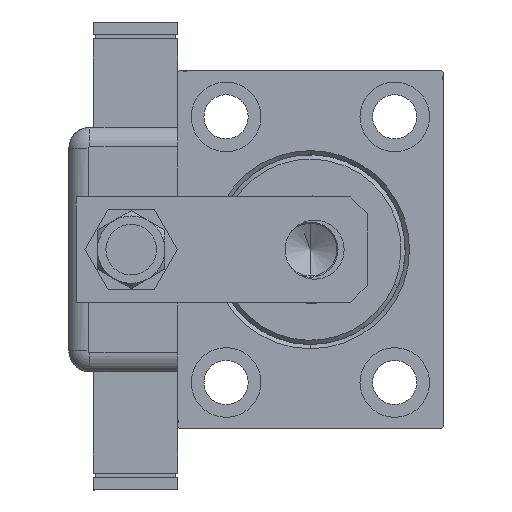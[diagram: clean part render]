
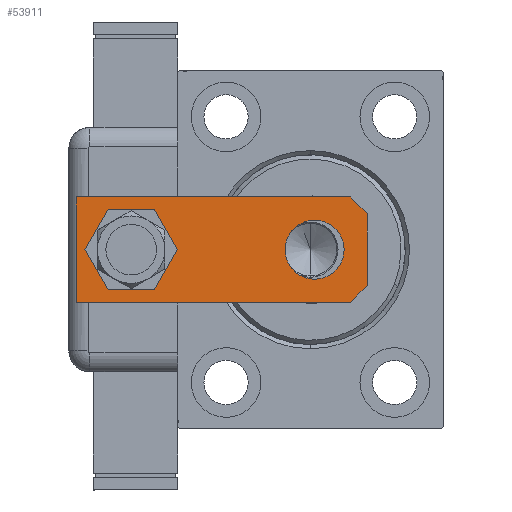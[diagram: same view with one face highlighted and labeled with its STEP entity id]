
A CAD part, left-side view. The second image highlights one B-rep face of the part: STEP entity #53911.
In plain terms, the highlighted face is planar.
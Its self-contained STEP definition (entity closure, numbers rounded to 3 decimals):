
#1425 = ORIENTED_EDGE ( 'NONE', *, *, #10475, .F. ) ;
#1555 = CARTESIAN_POINT ( 'NONE',  ( 8.5, 0., 0. ) ) ;
#2195 = CIRCLE ( 'NONE', #33888, 7. ) ;
#4570 = ORIENTED_EDGE ( 'NONE', *, *, #10600, .T. ) ;
#5078 = LINE ( 'NONE', #9588, #25335 ) ;
#5287 = DIRECTION ( 'NONE',  ( -1., 0., 0. ) ) ;
#6808 = CIRCLE ( 'NONE', #29852, 7. ) ;
#7091 = VECTOR ( 'NONE', #16211, 1000. ) ;
#8168 = DIRECTION ( 'NONE',  ( 0., 0., 1. ) ) ;
#9588 = CARTESIAN_POINT ( 'NONE',  ( -8.5, 0., 0. ) ) ;
#9794 = LINE ( 'NONE', #45613, #45358 ) ;
#9844 = CARTESIAN_POINT ( 'NONE',  ( 7., 12.5, 0. ) ) ;
#9970 = DIRECTION ( 'NONE',  ( 1., 0., 0. ) ) ;
#10212 = CARTESIAN_POINT ( 'NONE',  ( 12.5, 4., 0. ) ) ;
#10475 = EDGE_CURVE ( 'NONE', #16309, #36175, #24147, .T. ) ;
#10600 = EDGE_CURVE ( 'NONE', #40117, #13785, #38640, .T. ) ;
#11975 = CIRCLE ( 'NONE', #29277, 7. ) ;
#12371 = CARTESIAN_POINT ( 'NONE',  ( -12.5, 4., 0. ) ) ;
#12420 = DIRECTION ( 'NONE',  ( 0., 0., 1. ) ) ;
#12698 = AXIS2_PLACEMENT_3D ( 'NONE', #58720, #8168, #44870 ) ;
#13245 = EDGE_CURVE ( 'NONE', #20291, #25276, #16946, .T. ) ;
#13412 = CARTESIAN_POINT ( 'NONE',  ( -12.5, 69., 0. ) ) ;
#13707 = DIRECTION ( 'NONE',  ( 1., 0., 0. ) ) ;
#13711 = EDGE_CURVE ( 'NONE', #16309, #25276, #41814, .T. ) ;
#13785 = VERTEX_POINT ( 'NONE', #25547 ) ;
#14272 = CARTESIAN_POINT ( 'NONE',  ( 12.5, 4., 0. ) ) ;
#14656 = VERTEX_POINT ( 'NONE', #55266 ) ;
#15112 = CARTESIAN_POINT ( 'NONE',  ( 12.5, 0., 0. ) ) ;
#16211 = DIRECTION ( 'NONE',  ( -0.707, -0.707, 0. ) ) ;
#16309 = VERTEX_POINT ( 'NONE', #14272 ) ;
#16812 = EDGE_CURVE ( 'NONE', #20291, #40035, #5078, .T. ) ;
#16946 = LINE ( 'NONE', #58474, #36873 ) ;
#17070 = EDGE_CURVE ( 'NONE', #26521, #40035, #50142, .T. ) ;
#18533 = FACE_OUTER_BOUND ( 'NONE', #21948, .T. ) ;
#18838 = CARTESIAN_POINT ( 'NONE',  ( 0., 0., 0. ) ) ;
#19156 = EDGE_CURVE ( 'NONE', #14656, #51751, #11975, .T. ) ;
#20291 = VERTEX_POINT ( 'NONE', #22275 ) ;
#21792 = EDGE_LOOP ( 'NONE', ( #26481, #4570 ) ) ;
#21948 = EDGE_LOOP ( 'NONE', ( #37029, #43890, #28550, #47220, #1425, #27607 ) ) ;
#22275 = CARTESIAN_POINT ( 'NONE',  ( -8.5, 0., 0. ) ) ;
#22742 = FACE_BOUND ( 'NONE', #21792, .T. ) ;
#24147 = LINE ( 'NONE', #15112, #49218 ) ;
#25276 = VERTEX_POINT ( 'NONE', #1555 ) ;
#25335 = VECTOR ( 'NONE', #45412, 1000. ) ;
#25547 = CARTESIAN_POINT ( 'NONE',  ( -7., 12.5, 0. ) ) ;
#26481 = ORIENTED_EDGE ( 'NONE', *, *, #43934, .T. ) ;
#26521 = VERTEX_POINT ( 'NONE', #40871 ) ;
#27607 = ORIENTED_EDGE ( 'NONE', *, *, #13711, .T. ) ;
#28550 = ORIENTED_EDGE ( 'NONE', *, *, #17070, .F. ) ;
#29277 = AXIS2_PLACEMENT_3D ( 'NONE', #57573, #12420, #44023 ) ;
#29579 = ORIENTED_EDGE ( 'NONE', *, *, #19156, .T. ) ;
#29852 = AXIS2_PLACEMENT_3D ( 'NONE', #37341, #50906, #9970 ) ;
#30060 = AXIS2_PLACEMENT_3D ( 'NONE', #18838, #55550, #13707 ) ;
#30097 = ORIENTED_EDGE ( 'NONE', *, *, #53755, .T. ) ;
#31351 = EDGE_LOOP ( 'NONE', ( #30097, #29579 ) ) ;
#33888 = AXIS2_PLACEMENT_3D ( 'NONE', #48676, #44145, #49261 ) ;
#36175 = VERTEX_POINT ( 'NONE', #56771 ) ;
#36183 = DIRECTION ( 'NONE',  ( 1., 0., 0. ) ) ;
#36873 = VECTOR ( 'NONE', #36183, 1000. ) ;
#37029 = ORIENTED_EDGE ( 'NONE', *, *, #13245, .F. ) ;
#37341 = CARTESIAN_POINT ( 'NONE',  ( 0., 12.5, 0. ) ) ;
#38640 = CIRCLE ( 'NONE', #12698, 7. ) ;
#40035 = VERTEX_POINT ( 'NONE', #12371 ) ;
#40117 = VERTEX_POINT ( 'NONE', #9844 ) ;
#40871 = CARTESIAN_POINT ( 'NONE',  ( -12.5, 69., 0. ) ) ;
#41814 = LINE ( 'NONE', #10212, #7091 ) ;
#43591 = VECTOR ( 'NONE', #50440, 1000. ) ;
#43890 = ORIENTED_EDGE ( 'NONE', *, *, #16812, .T. ) ;
#43934 = EDGE_CURVE ( 'NONE', #13785, #40117, #6808, .T. ) ;
#44023 = DIRECTION ( 'NONE',  ( 1., 0., 0. ) ) ;
#44145 = DIRECTION ( 'NONE',  ( 0., 0., 1. ) ) ;
#44870 = DIRECTION ( 'NONE',  ( 1., 0., 0. ) ) ;
#45358 = VECTOR ( 'NONE', #5287, 1000. ) ;
#45412 = DIRECTION ( 'NONE',  ( -0.707, 0.707, 0. ) ) ;
#45613 = CARTESIAN_POINT ( 'NONE',  ( 12.5, 69., 0. ) ) ;
#47220 = ORIENTED_EDGE ( 'NONE', *, *, #51290, .F. ) ;
#48676 = CARTESIAN_POINT ( 'NONE',  ( 0., 56., 0. ) ) ;
#49218 = VECTOR ( 'NONE', #51840, 1000. ) ;
#49261 = DIRECTION ( 'NONE',  ( 1., 0., 0. ) ) ;
#50142 = LINE ( 'NONE', #13412, #43591 ) ;
#50148 = FACE_BOUND ( 'NONE', #31351, .T. ) ;
#50440 = DIRECTION ( 'NONE',  ( 0., -1., 0. ) ) ;
#50906 = DIRECTION ( 'NONE',  ( 0., 0., 1. ) ) ;
#51290 = EDGE_CURVE ( 'NONE', #36175, #26521, #9794, .T. ) ;
#51751 = VERTEX_POINT ( 'NONE', #56062 ) ;
#51840 = DIRECTION ( 'NONE',  ( 0., 1., 0. ) ) ;
#53755 = EDGE_CURVE ( 'NONE', #51751, #14656, #2195, .T. ) ;
#53911 = ADVANCED_FACE ( 'NONE', ( #18533, #50148, #22742 ), #59463, .F. ) ;
#55266 = CARTESIAN_POINT ( 'NONE',  ( 7., 56., 0. ) ) ;
#55550 = DIRECTION ( 'NONE',  ( 0., 0., 1. ) ) ;
#56062 = CARTESIAN_POINT ( 'NONE',  ( -7., 56., 0. ) ) ;
#56771 = CARTESIAN_POINT ( 'NONE',  ( 12.5, 69., 0. ) ) ;
#57573 = CARTESIAN_POINT ( 'NONE',  ( 0., 56., 0. ) ) ;
#58474 = CARTESIAN_POINT ( 'NONE',  ( -12.5, 0., 0. ) ) ;
#58720 = CARTESIAN_POINT ( 'NONE',  ( 0., 12.5, 0. ) ) ;
#59463 = PLANE ( 'NONE',  #30060 ) ;
